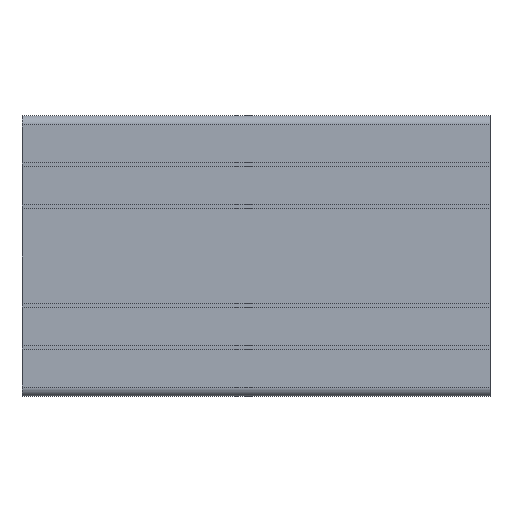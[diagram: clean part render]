
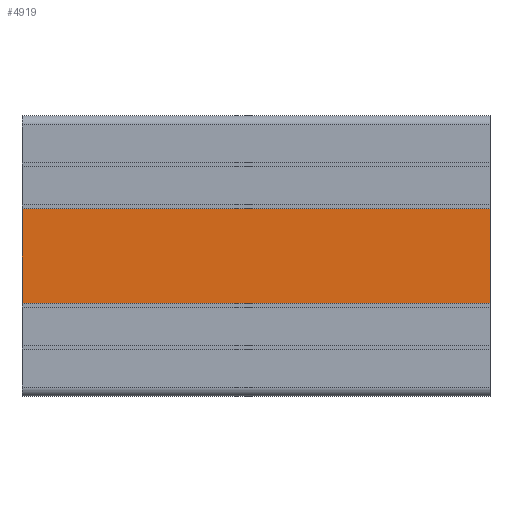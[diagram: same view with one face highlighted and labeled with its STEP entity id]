
A CAD part, left-side view. The second image highlights one B-rep face of the part: STEP entity #4919.
In plain terms, the highlighted planar face has unit normal (-1, 0, 0).
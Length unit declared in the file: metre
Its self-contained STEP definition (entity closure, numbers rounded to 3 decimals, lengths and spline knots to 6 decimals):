
#533=FACE_OUTER_BOUND('',#779,.T.);
#779=EDGE_LOOP('',(#3871,#3872,#3873,#3874));
#1268=LINE('',#8018,#1792);
#1269=LINE('',#8021,#1793);
#1270=LINE('',#8023,#1794);
#1271=LINE('',#8024,#1795);
#1792=VECTOR('',#6543,0.1);
#1793=VECTOR('',#6546,0.0202);
#1794=VECTOR('',#6547,0.0202);
#1795=VECTOR('',#6548,0.1);
#2285=VERTEX_POINT('',#8014);
#2286=VERTEX_POINT('',#8016);
#2287=VERTEX_POINT('',#8020);
#2288=VERTEX_POINT('',#8022);
#2956=EDGE_CURVE('',#2286,#2285,#1268,.T.);
#2957=EDGE_CURVE('',#2287,#2285,#1269,.T.);
#2958=EDGE_CURVE('',#2288,#2286,#1270,.T.);
#2959=EDGE_CURVE('',#2288,#2287,#1271,.T.);
#3871=ORIENTED_EDGE('',*,*,#2957,.T.);
#3872=ORIENTED_EDGE('',*,*,#2956,.F.);
#3873=ORIENTED_EDGE('',*,*,#2958,.F.);
#3874=ORIENTED_EDGE('',*,*,#2959,.T.);
#4701=PLANE('',#5340);
#4919=ADVANCED_FACE('',(#533),#4701,.F.);
#5340=AXIS2_PLACEMENT_3D('',#8019,#6544,#6545);
#6543=DIRECTION('',(0.,1.,0.));
#6544=DIRECTION('center_axis',(1.,0.,0.));
#6545=DIRECTION('ref_axis',(0.,0.,-1.));
#6546=DIRECTION('',(0.,0.,-1.));
#6547=DIRECTION('',(0.,0.,-1.));
#6548=DIRECTION('',(0.,1.,0.));
#8014=CARTESIAN_POINT('',(0.000446,0.123734,0.1199));
#8016=CARTESIAN_POINT('',(0.000446,0.023734,0.1199));
#8018=CARTESIAN_POINT('',(0.000446,0.023734,0.1199));
#8019=CARTESIAN_POINT('Origin',(0.000446,-0.876266,
0.1401));
#8020=CARTESIAN_POINT('',(0.000446,0.123734,0.1401));
#8021=CARTESIAN_POINT('',(0.000446,0.123734,0.1401));
#8022=CARTESIAN_POINT('',(0.000446,0.023734,0.1401));
#8023=CARTESIAN_POINT('',(0.000446,0.023734,0.1401));
#8024=CARTESIAN_POINT('',(0.000446,0.023734,0.1401));
